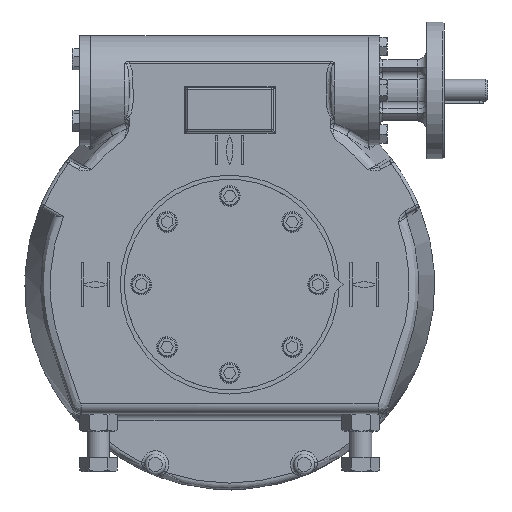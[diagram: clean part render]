
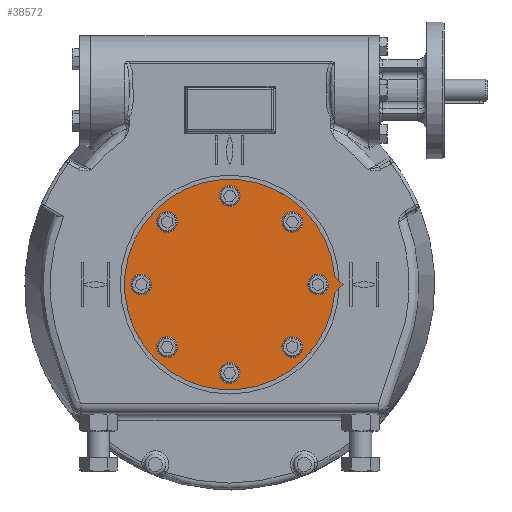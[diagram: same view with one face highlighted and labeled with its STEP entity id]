
A CAD part, top view. The second image highlights one B-rep face of the part: STEP entity #38572.
In plain terms, the highlighted planar face has unit normal (0, 0, 1).
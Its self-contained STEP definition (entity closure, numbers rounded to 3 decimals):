
#1245=LINE('',#65538,#2477);
#1248=LINE('',#65544,#2480);
#2477=VECTOR('',#47773,1000.);
#2480=VECTOR('',#47778,1000.);
#5003=PLANE('',#41480);
#11139=ORIENTED_EDGE('',*,*,#15510,.F.);
#11140=ORIENTED_EDGE('',*,*,#15512,.F.);
#11141=ORIENTED_EDGE('',*,*,#15514,.F.);
#11142=ORIENTED_EDGE('',*,*,#15516,.F.);
#11143=ORIENTED_EDGE('',*,*,#15518,.F.);
#11144=ORIENTED_EDGE('',*,*,#15520,.F.);
#11145=ORIENTED_EDGE('',*,*,#15522,.F.);
#11146=ORIENTED_EDGE('',*,*,#15534,.F.);
#11147=ORIENTED_EDGE('',*,*,#15524,.F.);
#11148=ORIENTED_EDGE('',*,*,#15531,.F.);
#11149=ORIENTED_EDGE('',*,*,#15528,.F.);
#15510=EDGE_CURVE('',#18271,#18271,#19798,.T.);
#15512=EDGE_CURVE('',#18273,#18273,#19800,.T.);
#15514=EDGE_CURVE('',#18275,#18275,#19802,.T.);
#15516=EDGE_CURVE('',#18277,#18277,#19804,.T.);
#15518=EDGE_CURVE('',#18279,#18279,#19806,.T.);
#15520=EDGE_CURVE('',#18281,#18281,#19808,.T.);
#15522=EDGE_CURVE('',#18283,#18283,#19810,.T.);
#15524=EDGE_CURVE('',#18285,#18286,#19812,.T.);
#15528=EDGE_CURVE('',#18286,#18289,#1245,.T.);
#15531=EDGE_CURVE('',#18289,#18285,#1248,.T.);
#15534=EDGE_CURVE('',#18292,#18292,#19815,.T.);
#18271=VERTEX_POINT('',#65495);
#18273=VERTEX_POINT('',#65500);
#18275=VERTEX_POINT('',#65505);
#18277=VERTEX_POINT('',#65510);
#18279=VERTEX_POINT('',#65515);
#18281=VERTEX_POINT('',#65520);
#18283=VERTEX_POINT('',#65525);
#18285=VERTEX_POINT('',#65530);
#18286=VERTEX_POINT('',#65531);
#18289=VERTEX_POINT('',#65539);
#18292=VERTEX_POINT('',#65551);
#19798=CIRCLE('',#41453,6.5);
#19800=CIRCLE('',#41456,6.5);
#19802=CIRCLE('',#41459,6.5);
#19804=CIRCLE('',#41462,6.5);
#19806=CIRCLE('',#41465,6.5);
#19808=CIRCLE('',#41468,6.5);
#19810=CIRCLE('',#41471,6.5);
#19812=CIRCLE('',#41474,96.25);
#19815=CIRCLE('',#41481,6.5);
#22170=EDGE_LOOP('',(#11139));
#22171=EDGE_LOOP('',(#11140));
#22172=EDGE_LOOP('',(#11141));
#22173=EDGE_LOOP('',(#11142));
#22174=EDGE_LOOP('',(#11143));
#22175=EDGE_LOOP('',(#11144));
#22176=EDGE_LOOP('',(#11145));
#22177=EDGE_LOOP('',(#11146));
#22178=EDGE_LOOP('',(#11147,#11148,#11149));
#24873=FACE_BOUND('',#22170,.T.);
#24874=FACE_BOUND('',#22171,.T.);
#24875=FACE_BOUND('',#22172,.T.);
#24876=FACE_BOUND('',#22173,.T.);
#24877=FACE_BOUND('',#22174,.T.);
#24878=FACE_BOUND('',#22175,.T.);
#24879=FACE_BOUND('',#22176,.T.);
#24880=FACE_BOUND('',#22177,.T.);
#24881=FACE_BOUND('',#22178,.T.);
#38572=ADVANCED_FACE('',(#24873,#24874,#24875,#24876,#24877,#24878,#24879,
#24880,#24881),#5003,.F.);
#41453=AXIS2_PLACEMENT_3D('',#65494,#47723,#47724);
#41456=AXIS2_PLACEMENT_3D('',#65499,#47729,#47730);
#41459=AXIS2_PLACEMENT_3D('',#65504,#47735,#47736);
#41462=AXIS2_PLACEMENT_3D('',#65509,#47741,#47742);
#41465=AXIS2_PLACEMENT_3D('',#65514,#47747,#47748);
#41468=AXIS2_PLACEMENT_3D('',#65519,#47753,#47754);
#41471=AXIS2_PLACEMENT_3D('',#65524,#47759,#47760);
#41474=AXIS2_PLACEMENT_3D('',#65529,#47765,#47766);
#41480=AXIS2_PLACEMENT_3D('',#65549,#47784,#47785);
#41481=AXIS2_PLACEMENT_3D('',#65550,#47786,#47787);
#47723=DIRECTION('',(0.,0.,1.));
#47724=DIRECTION('',(-0.707,0.707,0.));
#47729=DIRECTION('',(0.,0.,1.));
#47730=DIRECTION('',(0.,1.,0.));
#47735=DIRECTION('',(0.,0.,1.));
#47736=DIRECTION('',(0.707,0.707,0.));
#47741=DIRECTION('',(0.,0.,1.));
#47742=DIRECTION('',(1.,0.,0.));
#47747=DIRECTION('',(0.,0.,1.));
#47748=DIRECTION('',(0.707,-0.707,0.));
#47753=DIRECTION('',(0.,0.,1.));
#47754=DIRECTION('',(0.,-1.,0.));
#47759=DIRECTION('',(0.,0.,1.));
#47760=DIRECTION('',(-0.707,-0.707,0.));
#47765=DIRECTION('',(0.,0.,-1.));
#47766=DIRECTION('',(1.,0.,0.));
#47773=DIRECTION('',(0.707,-0.707,0.));
#47778=DIRECTION('',(-0.707,-0.707,0.));
#47784=DIRECTION('',(0.,0.,-1.));
#47785=DIRECTION('',(1.,0.,0.));
#47786=DIRECTION('',(0.,0.,1.));
#47787=DIRECTION('',(-1.,0.,0.));
#65494=CARTESIAN_POINT('',(-57.276,-57.276,97.5));
#65495=CARTESIAN_POINT('',(-61.872,-52.679,97.5));
#65499=CARTESIAN_POINT('',(-81.,0.,97.5));
#65500=CARTESIAN_POINT('',(-81.,6.5,97.5));
#65504=CARTESIAN_POINT('',(-57.276,57.276,97.5));
#65505=CARTESIAN_POINT('',(-52.679,61.872,97.5));
#65509=CARTESIAN_POINT('',(0.,81.,97.5));
#65510=CARTESIAN_POINT('',(6.5,81.,97.5));
#65514=CARTESIAN_POINT('',(57.276,57.276,97.5));
#65515=CARTESIAN_POINT('',(61.872,52.679,97.5));
#65519=CARTESIAN_POINT('',(81.,0.,97.5));
#65520=CARTESIAN_POINT('',(81.,-6.5,97.5));
#65524=CARTESIAN_POINT('',(57.276,-57.276,97.5));
#65525=CARTESIAN_POINT('',(52.679,-61.872,97.5));
#65529=CARTESIAN_POINT('',(0.,0.,97.5));
#65530=CARTESIAN_POINT('',(95.932,-7.818,97.5));
#65531=CARTESIAN_POINT('',(95.932,7.818,97.5));
#65538=CARTESIAN_POINT('',(95.932,7.818,97.5));
#65539=CARTESIAN_POINT('',(103.75,0.,97.5));
#65544=CARTESIAN_POINT('',(103.75,0.,97.5));
#65549=CARTESIAN_POINT('',(0.,0.,97.5));
#65550=CARTESIAN_POINT('',(0.,-81.,97.5));
#65551=CARTESIAN_POINT('',(-6.5,-81.,97.5));
